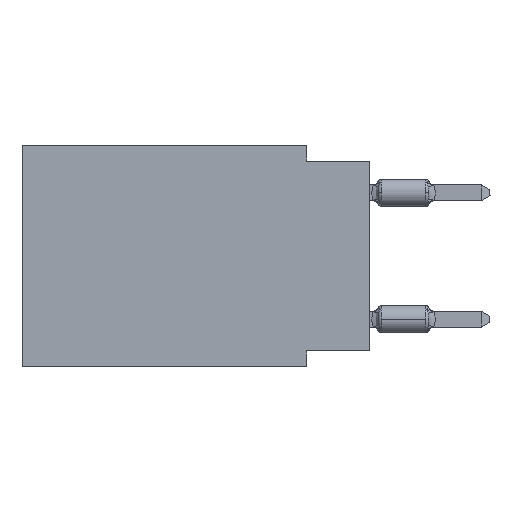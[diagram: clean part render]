
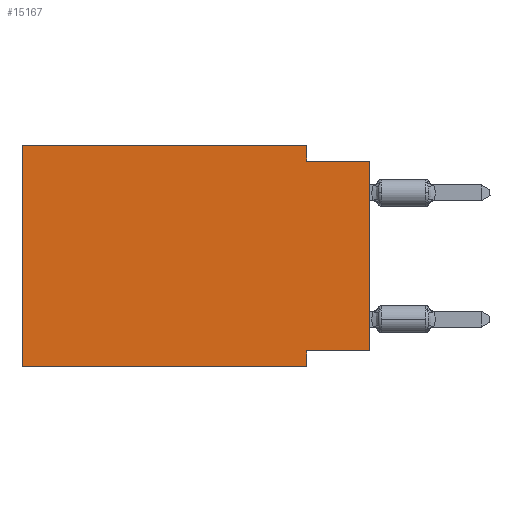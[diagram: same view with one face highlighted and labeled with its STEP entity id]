
A CAD part, left-side view. The second image highlights one B-rep face of the part: STEP entity #15167.
In plain terms, the highlighted planar face has unit normal (-1, 0, 0).
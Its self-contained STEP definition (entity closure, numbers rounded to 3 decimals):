
#101 = VERTEX_POINT ( 'NONE', #38290 ) ;
#944 = AXIS2_PLACEMENT_3D ( 'NONE', #14855, #42676, #21647 ) ;
#2102 = CARTESIAN_POINT ( 'NONE',  ( 0., 0., -0.635 ) ) ;
#2182 = DIRECTION ( 'NONE',  ( 0., 0., 1. ) ) ;
#3414 = CARTESIAN_POINT ( 'NONE',  ( 0., 2.54, 0. ) ) ;
#3879 = CARTESIAN_POINT ( 'NONE',  ( 0., 2.54, -8.255 ) ) ;
#4336 = EDGE_CURVE ( 'NONE', #14686, #101, #22135, .T. ) ;
#5009 = EDGE_CURVE ( 'NONE', #101, #23069, #34148, .T. ) ;
#5266 = DIRECTION ( 'NONE',  ( 0., 0., -1. ) ) ;
#5372 = ORIENTED_EDGE ( 'NONE', *, *, #21537, .T. ) ;
#5743 = ORIENTED_EDGE ( 'NONE', *, *, #4336, .F. ) ;
#6514 = DIRECTION ( 'NONE',  ( 0., 1., 0. ) ) ;
#6993 = EDGE_CURVE ( 'NONE', #43353, #21339, #44799, .T. ) ;
#7856 = DIRECTION ( 'NONE',  ( 0., 0., -1. ) ) ;
#8870 = CARTESIAN_POINT ( 'NONE',  ( 0., 13.97, -8.89 ) ) ;
#9453 = DIRECTION ( 'NONE',  ( 0., -1., 0. ) ) ;
#10015 = LINE ( 'NONE', #24290, #30793 ) ;
#10262 = VECTOR ( 'NONE', #37889, 1000. ) ;
#13898 = CARTESIAN_POINT ( 'NONE',  ( 0., 13.97, -8.89 ) ) ;
#14686 = VERTEX_POINT ( 'NONE', #28760 ) ;
#14855 = CARTESIAN_POINT ( 'NONE',  ( 0., 13.97, 0. ) ) ;
#14934 = VERTEX_POINT ( 'NONE', #19620 ) ;
#15167 = ADVANCED_FACE ( 'NONE', ( #39423 ), #18373, .F. ) ;
#16037 = CARTESIAN_POINT ( 'NONE',  ( 0., 0., -8.255 ) ) ;
#16751 = EDGE_LOOP ( 'NONE', ( #27196, #25150, #5743, #23562, #17541, #5372, #44285, #26153 ) ) ;
#17541 = ORIENTED_EDGE ( 'NONE', *, *, #29480, .F. ) ;
#18373 = PLANE ( 'NONE',  #944 ) ;
#19620 = CARTESIAN_POINT ( 'NONE',  ( 0., 13.97, 0. ) ) ;
#20890 = LINE ( 'NONE', #21110, #30777 ) ;
#21110 = CARTESIAN_POINT ( 'NONE',  ( 0., 13.97, 0. ) ) ;
#21296 = VECTOR ( 'NONE', #26877, 1000. ) ;
#21339 = VERTEX_POINT ( 'NONE', #34874 ) ;
#21537 = EDGE_CURVE ( 'NONE', #24523, #21339, #26655, .T. ) ;
#21647 = DIRECTION ( 'NONE',  ( 0., 0., -1. ) ) ;
#22122 = CARTESIAN_POINT ( 'NONE',  ( 0., 0., 0. ) ) ;
#22135 = LINE ( 'NONE', #3414, #28118 ) ;
#23069 = VERTEX_POINT ( 'NONE', #32916 ) ;
#23562 = ORIENTED_EDGE ( 'NONE', *, *, #35471, .F. ) ;
#24290 = CARTESIAN_POINT ( 'NONE',  ( 0., 0., -8.255 ) ) ;
#24523 = VERTEX_POINT ( 'NONE', #13898 ) ;
#25150 = ORIENTED_EDGE ( 'NONE', *, *, #5009, .F. ) ;
#25466 = VERTEX_POINT ( 'NONE', #16037 ) ;
#25610 = VECTOR ( 'NONE', #35910, 1000. ) ;
#26153 = ORIENTED_EDGE ( 'NONE', *, *, #34306, .F. ) ;
#26655 = LINE ( 'NONE', #8870, #21296 ) ;
#26877 = DIRECTION ( 'NONE',  ( 0., -1., 0. ) ) ;
#27196 = ORIENTED_EDGE ( 'NONE', *, *, #34839, .T. ) ;
#28118 = VECTOR ( 'NONE', #7856, 1000. ) ;
#28760 = CARTESIAN_POINT ( 'NONE',  ( 0., 2.54, 0. ) ) ;
#29480 = EDGE_CURVE ( 'NONE', #24523, #14934, #20890, .T. ) ;
#30265 = LINE ( 'NONE', #41487, #33141 ) ;
#30777 = VECTOR ( 'NONE', #2182, 1000. ) ;
#30793 = VECTOR ( 'NONE', #6514, 1000. ) ;
#31945 = LINE ( 'NONE', #22122, #25610 ) ;
#32916 = CARTESIAN_POINT ( 'NONE',  ( 0., 0., -0.635 ) ) ;
#33141 = VECTOR ( 'NONE', #9453, 1000. ) ;
#34148 = LINE ( 'NONE', #2102, #10262 ) ;
#34306 = EDGE_CURVE ( 'NONE', #25466, #43353, #10015, .T. ) ;
#34839 = EDGE_CURVE ( 'NONE', #25466, #23069, #31945, .T. ) ;
#34874 = CARTESIAN_POINT ( 'NONE',  ( 0., 2.54, -8.89 ) ) ;
#35471 = EDGE_CURVE ( 'NONE', #14934, #14686, #30265, .T. ) ;
#35910 = DIRECTION ( 'NONE',  ( 0., 0., 1. ) ) ;
#37889 = DIRECTION ( 'NONE',  ( 0., -1., 0. ) ) ;
#38290 = CARTESIAN_POINT ( 'NONE',  ( 0., 2.54, -0.635 ) ) ;
#39423 = FACE_OUTER_BOUND ( 'NONE', #16751, .T. ) ;
#41276 = CARTESIAN_POINT ( 'NONE',  ( 0., 2.54, -8.89 ) ) ;
#41487 = CARTESIAN_POINT ( 'NONE',  ( 0., 13.97, 0. ) ) ;
#42676 = DIRECTION ( 'NONE',  ( 1., 0., 0. ) ) ;
#43353 = VERTEX_POINT ( 'NONE', #3879 ) ;
#44285 = ORIENTED_EDGE ( 'NONE', *, *, #6993, .F. ) ;
#44722 = VECTOR ( 'NONE', #5266, 1000. ) ;
#44799 = LINE ( 'NONE', #41276, #44722 ) ;
